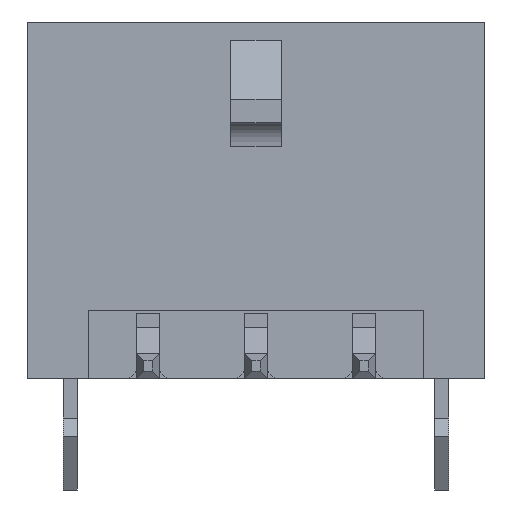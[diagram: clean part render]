
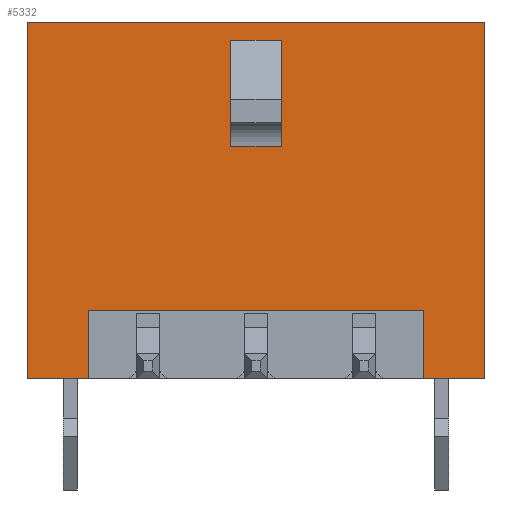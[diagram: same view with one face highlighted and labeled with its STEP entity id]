
A CAD part, front view. The second image highlights one B-rep face of the part: STEP entity #5332.
In plain terms, the highlighted planar face has unit normal (0, -1, 0).
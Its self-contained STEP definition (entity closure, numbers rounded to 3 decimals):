
#456=ORIENTED_EDGE('',*,*,#1934,.F.);
#457=ORIENTED_EDGE('',*,*,#1935,.F.);
#458=ORIENTED_EDGE('',*,*,#1936,.T.);
#459=ORIENTED_EDGE('',*,*,#1937,.T.);
#460=ORIENTED_EDGE('',*,*,#1938,.T.);
#461=ORIENTED_EDGE('',*,*,#1939,.T.);
#462=ORIENTED_EDGE('',*,*,#1883,.F.);
#463=ORIENTED_EDGE('',*,*,#1940,.T.);
#464=ORIENTED_EDGE('',*,*,#1941,.T.);
#465=ORIENTED_EDGE('',*,*,#1942,.F.);
#466=ORIENTED_EDGE('',*,*,#1943,.F.);
#467=ORIENTED_EDGE('',*,*,#1944,.T.);
#1883=EDGE_CURVE('',#2622,#2623,#3182,.T.);
#1934=EDGE_CURVE('',#2657,#2658,#3223,.T.);
#1935=EDGE_CURVE('',#2659,#2657,#3224,.T.);
#1936=EDGE_CURVE('',#2659,#2660,#3225,.T.);
#1937=EDGE_CURVE('',#2660,#2658,#3226,.T.);
#1938=EDGE_CURVE('',#2661,#2662,#3227,.T.);
#1939=EDGE_CURVE('',#2662,#2623,#3228,.T.);
#1940=EDGE_CURVE('',#2622,#2663,#3229,.T.);
#1941=EDGE_CURVE('',#2663,#2664,#3230,.T.);
#1942=EDGE_CURVE('',#2665,#2664,#3231,.T.);
#1943=EDGE_CURVE('',#2666,#2665,#3232,.T.);
#1944=EDGE_CURVE('',#2666,#2661,#3233,.T.);
#2622=VERTEX_POINT('',#7674);
#2623=VERTEX_POINT('',#7676);
#2657=VERTEX_POINT('',#7775);
#2658=VERTEX_POINT('',#7776);
#2659=VERTEX_POINT('',#7778);
#2660=VERTEX_POINT('',#7780);
#2661=VERTEX_POINT('',#7783);
#2662=VERTEX_POINT('',#7784);
#2663=VERTEX_POINT('',#7787);
#2664=VERTEX_POINT('',#7789);
#2665=VERTEX_POINT('',#7791);
#2666=VERTEX_POINT('',#7793);
#3182=LINE('',#7675,#3933);
#3223=LINE('',#7774,#3974);
#3224=LINE('',#7777,#3975);
#3225=LINE('',#7779,#3976);
#3226=LINE('',#7781,#3977);
#3227=LINE('',#7782,#3978);
#3228=LINE('',#7785,#3979);
#3229=LINE('',#7786,#3980);
#3230=LINE('',#7788,#3981);
#3231=LINE('',#7790,#3982);
#3232=LINE('',#7792,#3983);
#3233=LINE('',#7794,#3984);
#3933=VECTOR('',#6186,1000.);
#3974=VECTOR('',#6275,1000.);
#3975=VECTOR('',#6276,1000.);
#3976=VECTOR('',#6277,1000.);
#3977=VECTOR('',#6278,1000.);
#3978=VECTOR('',#6279,1000.);
#3979=VECTOR('',#6280,1000.);
#3980=VECTOR('',#6281,1000.);
#3981=VECTOR('',#6282,1000.);
#3982=VECTOR('',#6283,1000.);
#3983=VECTOR('',#6284,1000.);
#3984=VECTOR('',#6285,1000.);
#4525=EDGE_LOOP('',(#456,#457,#458,#459));
#4526=EDGE_LOOP('',(#460,#461,#462,#463,#464,#465,#466,#467));
#4804=FACE_BOUND('',#4525,.T.);
#4805=FACE_BOUND('',#4526,.T.);
#5083=PLANE('',#5644);
#5332=ADVANCED_FACE('',(#4804,#4805),#5083,.T.);
#5644=AXIS2_PLACEMENT_3D('',#7773,#6273,#6274);
#6186=DIRECTION('',(-1.,0.,0.));
#6273=DIRECTION('',(0.,-1.,0.));
#6274=DIRECTION('',(0.,0.,-1.));
#6275=DIRECTION('',(-1.,0.,0.));
#6276=DIRECTION('',(0.,0.,1.));
#6277=DIRECTION('',(-1.,0.,0.));
#6278=DIRECTION('',(0.,0.,1.));
#6279=DIRECTION('',(1.,0.,0.));
#6280=DIRECTION('',(0.,0.,-1.));
#6281=DIRECTION('',(0.,0.,1.));
#6282=DIRECTION('',(-1.,0.,0.));
#6283=DIRECTION('',(0.,0.,1.));
#6284=DIRECTION('',(-1.,0.,0.));
#6285=DIRECTION('',(0.,0.,1.));
#7674=CARTESIAN_POINT('',(6.35,-3.43,-4.95));
#7675=CARTESIAN_POINT('',(6.35,-3.43,-4.95));
#7676=CARTESIAN_POINT('',(4.65,-3.43,-4.95));
#7773=CARTESIAN_POINT('',(6.35,-3.43,-4.95));
#7774=CARTESIAN_POINT('',(0.7,-3.43,4.45));
#7775=CARTESIAN_POINT('',(0.7,-3.43,4.45));
#7776=CARTESIAN_POINT('',(-0.7,-3.43,4.45));
#7777=CARTESIAN_POINT('',(0.7,-3.43,1.5));
#7778=CARTESIAN_POINT('',(0.7,-3.43,1.5));
#7779=CARTESIAN_POINT('',(0.7,-3.43,1.5));
#7780=CARTESIAN_POINT('',(-0.7,-3.43,1.5));
#7781=CARTESIAN_POINT('',(-0.7,-3.43,1.5));
#7782=CARTESIAN_POINT('',(-4.65,-3.43,-3.05));
#7783=CARTESIAN_POINT('',(-4.65,-3.43,-3.05));
#7784=CARTESIAN_POINT('',(4.65,-3.43,-3.05));
#7785=CARTESIAN_POINT('',(4.65,-3.43,-3.05));
#7786=CARTESIAN_POINT('',(6.35,-3.43,-4.95));
#7787=CARTESIAN_POINT('',(6.35,-3.43,4.95));
#7788=CARTESIAN_POINT('',(6.35,-3.43,4.95));
#7789=CARTESIAN_POINT('',(-6.35,-3.43,4.95));
#7790=CARTESIAN_POINT('',(-6.35,-3.43,-4.95));
#7791=CARTESIAN_POINT('',(-6.35,-3.43,-4.95));
#7792=CARTESIAN_POINT('',(6.35,-3.43,-4.95));
#7793=CARTESIAN_POINT('',(-4.65,-3.43,-4.95));
#7794=CARTESIAN_POINT('',(-4.65,-3.43,-4.95));
